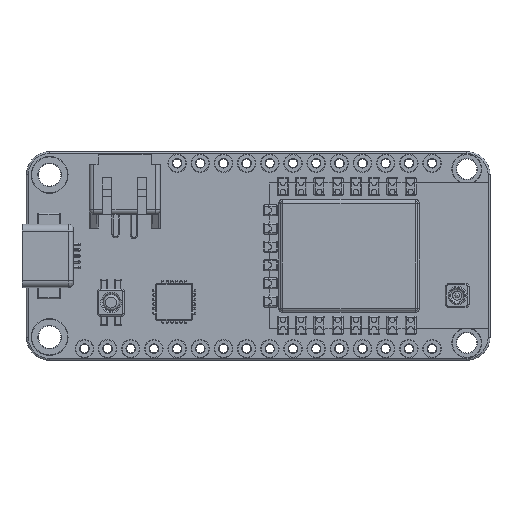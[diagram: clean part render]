
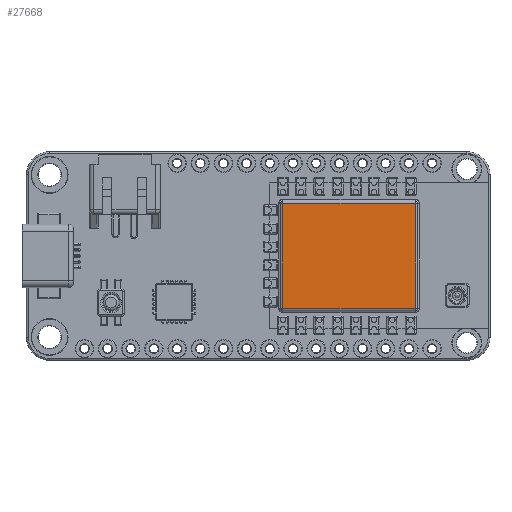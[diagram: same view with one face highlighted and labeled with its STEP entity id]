
A CAD part, top view. The second image highlights one B-rep face of the part: STEP entity #27668.
In plain terms, the highlighted planar face has unit normal (0, 0, 1).
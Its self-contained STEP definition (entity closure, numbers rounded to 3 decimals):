
#1360=PLANE('',#31018);
#3145=LINE('',#47333,#4993);
#3147=LINE('',#47353,#4995);
#3149=LINE('',#47373,#4997);
#3151=LINE('',#47390,#4999);
#4993=VECTOR('',#39332,11.5);
#4995=VECTOR('',#39344,14.5);
#4997=VECTOR('',#39356,11.5);
#4999=VECTOR('',#39366,14.5);
#7412=FACE_OUTER_BOUND('',#9644,.T.);
#9644=EDGE_LOOP('',(#23922,#23923,#23924,#23925,#23926,#23927,#23928,#23929));
#11340=CIRCLE('',#30995,0.05);
#11343=CIRCLE('',#30999,0.05);
#11347=CIRCLE('',#31004,0.05);
#11351=CIRCLE('',#31009,0.05);
#13634=VERTEX_POINT('',#47321);
#13637=VERTEX_POINT('',#47326);
#13639=VERTEX_POINT('',#47331);
#13641=VERTEX_POINT('',#47345);
#13643=VERTEX_POINT('',#47351);
#13645=VERTEX_POINT('',#47365);
#13647=VERTEX_POINT('',#47371);
#13649=VERTEX_POINT('',#47385);
#17113=EDGE_CURVE('',#13637,#13634,#11340,.T.);
#17115=EDGE_CURVE('',#13639,#13637,#3145,.T.);
#17118=EDGE_CURVE('',#13641,#13639,#11343,.T.);
#17121=EDGE_CURVE('',#13643,#13641,#3147,.T.);
#17124=EDGE_CURVE('',#13645,#13643,#11347,.T.);
#17127=EDGE_CURVE('',#13647,#13645,#3149,.T.);
#17130=EDGE_CURVE('',#13649,#13647,#11351,.T.);
#17132=EDGE_CURVE('',#13634,#13649,#3151,.T.);
#23922=ORIENTED_EDGE('',*,*,#17113,.F.);
#23923=ORIENTED_EDGE('',*,*,#17115,.F.);
#23924=ORIENTED_EDGE('',*,*,#17118,.F.);
#23925=ORIENTED_EDGE('',*,*,#17121,.F.);
#23926=ORIENTED_EDGE('',*,*,#17124,.F.);
#23927=ORIENTED_EDGE('',*,*,#17127,.F.);
#23928=ORIENTED_EDGE('',*,*,#17130,.F.);
#23929=ORIENTED_EDGE('',*,*,#17132,.F.);
#27668=ADVANCED_FACE('',(#7412),#1360,.T.);
#30995=AXIS2_PLACEMENT_3D('',#47328,#39326,#39327);
#30999=AXIS2_PLACEMENT_3D('',#47347,#39336,#39337);
#31004=AXIS2_PLACEMENT_3D('',#47367,#39348,#39349);
#31009=AXIS2_PLACEMENT_3D('',#47387,#39360,#39361);
#31018=AXIS2_PLACEMENT_3D('',#47410,#39387,#39388);
#39326=DIRECTION('center_axis',(0.,0.,-1.));
#39327=DIRECTION('ref_axis',(0.707,-0.707,0.));
#39332=DIRECTION('',(0.,-1.,0.));
#39336=DIRECTION('center_axis',(0.,0.,-1.));
#39337=DIRECTION('ref_axis',(0.707,0.707,0.));
#39344=DIRECTION('',(1.,0.,0.));
#39348=DIRECTION('center_axis',(0.,0.,-1.));
#39349=DIRECTION('ref_axis',(-0.707,0.707,0.));
#39356=DIRECTION('',(0.,1.,0.));
#39360=DIRECTION('center_axis',(0.,0.,-1.));
#39361=DIRECTION('ref_axis',(-0.707,-0.707,0.));
#39366=DIRECTION('',(-1.,0.,0.));
#39387=DIRECTION('center_axis',(0.,0.,1.));
#39388=DIRECTION('ref_axis',(1.,0.,0.));
#47321=CARTESIAN_POINT('',(17.2,-5.8,3.65));
#47326=CARTESIAN_POINT('',(17.25,-5.75,3.65));
#47328=CARTESIAN_POINT('Origin',(17.2,-5.75,3.65));
#47331=CARTESIAN_POINT('',(17.25,5.75,3.65));
#47333=CARTESIAN_POINT('',(17.25,-2.875,3.65));
#47345=CARTESIAN_POINT('',(17.2,5.8,3.65));
#47347=CARTESIAN_POINT('Origin',(17.2,5.75,3.65));
#47351=CARTESIAN_POINT('',(2.7,5.8,3.65));
#47353=CARTESIAN_POINT('',(13.575,5.8,3.65));
#47365=CARTESIAN_POINT('',(2.65,5.75,3.65));
#47367=CARTESIAN_POINT('Origin',(2.7,5.75,3.65));
#47371=CARTESIAN_POINT('',(2.65,-5.75,3.65));
#47373=CARTESIAN_POINT('',(2.65,2.875,3.65));
#47385=CARTESIAN_POINT('',(2.7,-5.8,3.65));
#47387=CARTESIAN_POINT('Origin',(2.7,-5.75,3.65));
#47390=CARTESIAN_POINT('',(6.325,-5.8,3.65));
#47410=CARTESIAN_POINT('Origin',(9.95,0.,3.65));
